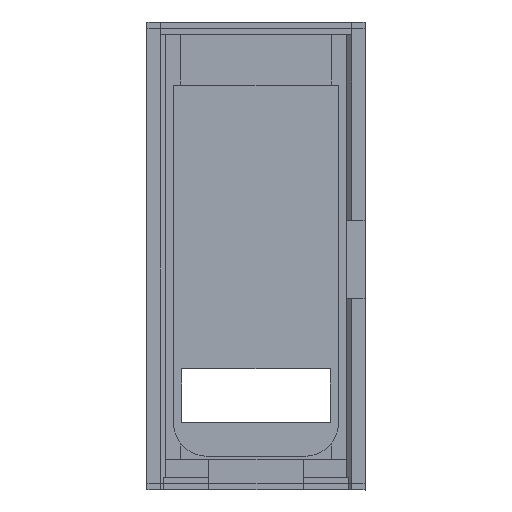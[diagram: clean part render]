
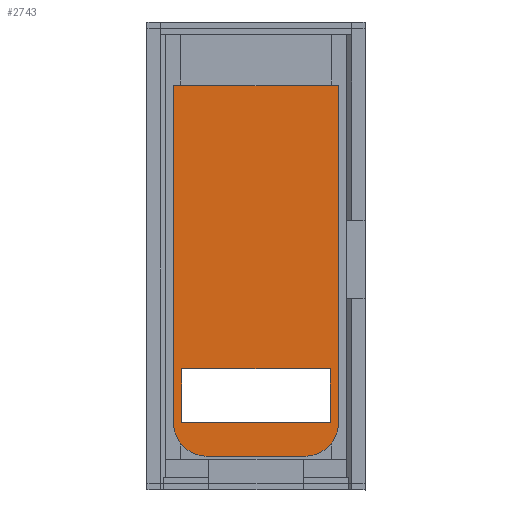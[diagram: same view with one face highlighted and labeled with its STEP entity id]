
A CAD part, top view. The second image highlights one B-rep face of the part: STEP entity #2743.
In plain terms, the highlighted planar face has unit normal (0, 0, 1).
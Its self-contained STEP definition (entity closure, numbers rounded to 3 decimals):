
#2207 = VERTEX_POINT('',#2208);
#2208 = CARTESIAN_POINT('',(7.25,-55.,-0.2));
#2216 = VERTEX_POINT('',#2217);
#2217 = CARTESIAN_POINT('',(-7.25,-55.,-0.2));
#2223 = EDGE_CURVE('',#2207,#2216,#2224,.T.);
#2224 = LINE('',#2225,#2226);
#2225 = CARTESIAN_POINT('',(7.25,-55.,-0.2));
#2226 = VECTOR('',#2227,1.);
#2227 = DIRECTION('',(-1.,0.,0.));
#2238 = VERTEX_POINT('',#2239);
#2239 = CARTESIAN_POINT('',(-12.25,-50.,-0.2));
#2247 = EDGE_CURVE('',#2238,#2216,#2248,.T.);
#2248 = CIRCLE('',#2249,5.);
#2249 = AXIS2_PLACEMENT_3D('',#2250,#2251,#2252);
#2250 = CARTESIAN_POINT('',(-7.25,-50.,-0.2));
#2251 = DIRECTION('',(0.,0.,1.));
#2252 = DIRECTION('',(1.,0.,0.));
#2265 = VERTEX_POINT('',#2266);
#2266 = CARTESIAN_POINT('',(-12.25,0.,-0.2));
#2272 = EDGE_CURVE('',#2238,#2265,#2273,.T.);
#2273 = LINE('',#2274,#2275);
#2274 = CARTESIAN_POINT('',(-12.25,-50.,-0.2));
#2275 = VECTOR('',#2276,1.);
#2276 = DIRECTION('',(0.,1.,0.));
#2286 = EDGE_CURVE('',#2265,#2287,#2289,.T.);
#2287 = VERTEX_POINT('',#2288);
#2288 = CARTESIAN_POINT('',(12.25,0.,-0.2));
#2289 = LINE('',#2290,#2291);
#2290 = CARTESIAN_POINT('',(-12.25,0.,-0.2));
#2291 = VECTOR('',#2292,1.);
#2292 = DIRECTION('',(1.,0.,0.));
#2340 = VERTEX_POINT('',#2341);
#2341 = CARTESIAN_POINT('',(12.25,-50.,-0.2));
#2347 = EDGE_CURVE('',#2287,#2340,#2348,.T.);
#2348 = LINE('',#2349,#2350);
#2349 = CARTESIAN_POINT('',(12.25,0.,-0.2));
#2350 = VECTOR('',#2351,1.);
#2351 = DIRECTION('',(0.,-1.,0.));
#2364 = EDGE_CURVE('',#2207,#2340,#2365,.T.);
#2365 = CIRCLE('',#2366,5.);
#2366 = AXIS2_PLACEMENT_3D('',#2367,#2368,#2369);
#2367 = CARTESIAN_POINT('',(7.25,-50.,-0.2));
#2368 = DIRECTION('',(0.,0.,1.));
#2369 = DIRECTION('',(1.,0.,0.));
#2743 = ADVANCED_FACE('',(#2744,#2752),#2786,.T.);
#2744 = FACE_BOUND('',#2745,.F.);
#2745 = EDGE_LOOP('',(#2746,#2747,#2748,#2749,#2750,#2751));
#2746 = ORIENTED_EDGE('',*,*,#2223,.T.);
#2747 = ORIENTED_EDGE('',*,*,#2247,.F.);
#2748 = ORIENTED_EDGE('',*,*,#2272,.T.);
#2749 = ORIENTED_EDGE('',*,*,#2286,.T.);
#2750 = ORIENTED_EDGE('',*,*,#2347,.T.);
#2751 = ORIENTED_EDGE('',*,*,#2364,.F.);
#2752 = FACE_BOUND('',#2753,.F.);
#2753 = EDGE_LOOP('',(#2754,#2764,#2772,#2780));
#2754 = ORIENTED_EDGE('',*,*,#2755,.T.);
#2755 = EDGE_CURVE('',#2756,#2758,#2760,.T.);
#2756 = VERTEX_POINT('',#2757);
#2757 = CARTESIAN_POINT('',(-11.,-50.,-0.2));
#2758 = VERTEX_POINT('',#2759);
#2759 = CARTESIAN_POINT('',(11.,-50.,-0.2));
#2760 = LINE('',#2761,#2762);
#2761 = CARTESIAN_POINT('',(-11.,-50.,-0.2));
#2762 = VECTOR('',#2763,1.);
#2763 = DIRECTION('',(1.,0.,0.));
#2764 = ORIENTED_EDGE('',*,*,#2765,.T.);
#2765 = EDGE_CURVE('',#2758,#2766,#2768,.T.);
#2766 = VERTEX_POINT('',#2767);
#2767 = CARTESIAN_POINT('',(11.,-42.,-0.2));
#2768 = LINE('',#2769,#2770);
#2769 = CARTESIAN_POINT('',(11.,-50.,-0.2));
#2770 = VECTOR('',#2771,1.);
#2771 = DIRECTION('',(0.,1.,0.));
#2772 = ORIENTED_EDGE('',*,*,#2773,.T.);
#2773 = EDGE_CURVE('',#2766,#2774,#2776,.T.);
#2774 = VERTEX_POINT('',#2775);
#2775 = CARTESIAN_POINT('',(-11.,-42.,-0.2));
#2776 = LINE('',#2777,#2778);
#2777 = CARTESIAN_POINT('',(11.,-42.,-0.2));
#2778 = VECTOR('',#2779,1.);
#2779 = DIRECTION('',(-1.,0.,0.));
#2780 = ORIENTED_EDGE('',*,*,#2781,.T.);
#2781 = EDGE_CURVE('',#2774,#2756,#2782,.T.);
#2782 = LINE('',#2783,#2784);
#2783 = CARTESIAN_POINT('',(-11.,-42.,-0.2));
#2784 = VECTOR('',#2785,1.);
#2785 = DIRECTION('',(0.,-1.,0.));
#2786 = PLANE('',#2787);
#2787 = AXIS2_PLACEMENT_3D('',#2788,#2789,#2790);
#2788 = CARTESIAN_POINT('',(0.,-32.081,-0.2));
#2789 = DIRECTION('',(0.,0.,1.));
#2790 = DIRECTION('',(0.,1.,0.));
